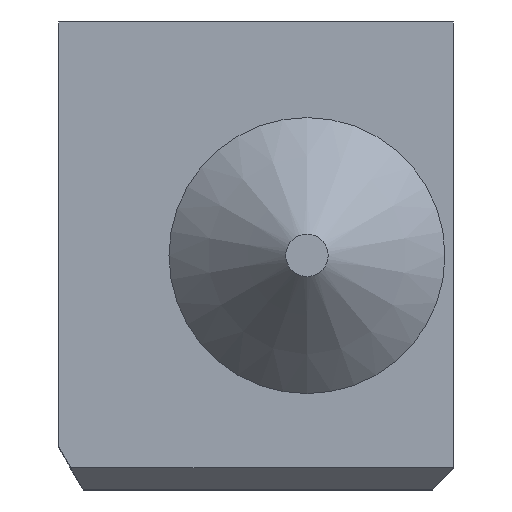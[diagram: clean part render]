
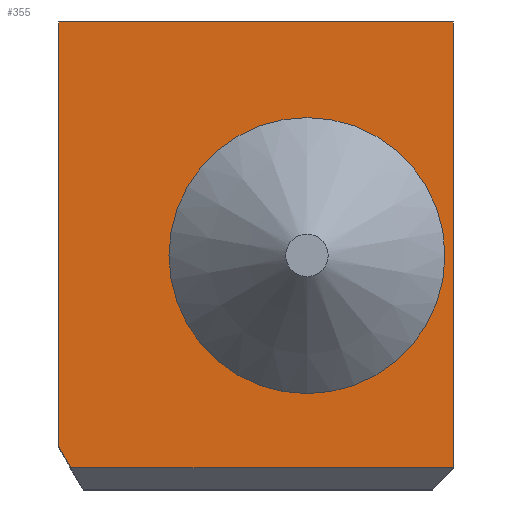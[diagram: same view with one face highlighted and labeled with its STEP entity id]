
A CAD part, top view. The second image highlights one B-rep face of the part: STEP entity #355.
In plain terms, the highlighted planar face has unit normal (0, 0, 1).
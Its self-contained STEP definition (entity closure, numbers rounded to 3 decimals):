
#23=FACE_BOUND('',#76,.T.);
#28=CIRCLE('',#391,3.25);
#29=CIRCLE('',#392,3.25);
#53=FACE_OUTER_BOUND('',#75,.T.);
#75=EDGE_LOOP('',(#312,#313,#314,#315,#316));
#76=EDGE_LOOP('',(#317,#318));
#83=LINE('',#522,#118);
#90=LINE('',#539,#125);
#97=LINE('',#553,#132);
#106=LINE('',#594,#141);
#112=LINE('',#605,#147);
#118=VECTOR('',#419,10.);
#125=VECTOR('',#436,10.);
#132=VECTOR('',#447,10.);
#141=VECTOR('',#492,10.);
#147=VECTOR('',#504,10.);
#153=VERTEX_POINT('',#520);
#154=VERTEX_POINT('',#521);
#159=VERTEX_POINT('',#538);
#164=VERTEX_POINT('',#552);
#169=VERTEX_POINT('',#567);
#170=VERTEX_POINT('',#568);
#178=VERTEX_POINT('',#593);
#186=EDGE_CURVE('',#153,#154,#83,.T.);
#195=EDGE_CURVE('',#154,#159,#90,.T.);
#202=EDGE_CURVE('',#159,#164,#97,.T.);
#209=EDGE_CURVE('',#169,#170,#28,.T.);
#210=EDGE_CURVE('',#170,#169,#29,.T.);
#222=EDGE_CURVE('',#178,#164,#106,.T.);
#228=EDGE_CURVE('',#178,#153,#112,.T.);
#312=ORIENTED_EDGE('',*,*,#186,.F.);
#313=ORIENTED_EDGE('',*,*,#228,.F.);
#314=ORIENTED_EDGE('',*,*,#222,.T.);
#315=ORIENTED_EDGE('',*,*,#202,.F.);
#316=ORIENTED_EDGE('',*,*,#195,.F.);
#317=ORIENTED_EDGE('',*,*,#209,.T.);
#318=ORIENTED_EDGE('',*,*,#210,.T.);
#337=PLANE('',#406);
#355=ADVANCED_FACE('',(#53,#23),#337,.T.);
#391=AXIS2_PLACEMENT_3D('',#569,#462,#463);
#392=AXIS2_PLACEMENT_3D('',#570,#464,#465);
#406=AXIS2_PLACEMENT_3D('',#604,#502,#503);
#419=DIRECTION('',(-1.,0.,0.));
#436=DIRECTION('',(-0.5,0.866,0.));
#447=DIRECTION('',(0.,1.,0.));
#462=DIRECTION('center_axis',(0.,0.,-1.));
#463=DIRECTION('ref_axis',(0.,1.,0.));
#464=DIRECTION('center_axis',(0.,0.,-1.));
#465=DIRECTION('ref_axis',(0.,1.,0.));
#492=DIRECTION('',(-1.,0.,0.));
#502=DIRECTION('center_axis',(0.,0.,1.));
#503=DIRECTION('ref_axis',(0.,-1.,0.));
#504=DIRECTION('',(0.,-1.,0.));
#520=CARTESIAN_POINT('',(3.45,-10.5,6.));
#521=CARTESIAN_POINT('',(-5.561,-10.5,6.));
#522=CARTESIAN_POINT('',(0.,-10.5,6.));
#538=CARTESIAN_POINT('',(-5.85,-10.,6.));
#539=CARTESIAN_POINT('',(-7.139,-7.767,6.));
#552=CARTESIAN_POINT('',(-5.85,0.,6.));
#553=CARTESIAN_POINT('',(-5.85,0.,6.));
#567=CARTESIAN_POINT('',(0.,-2.25,6.));
#568=CARTESIAN_POINT('',(0.,-8.75,6.));
#569=CARTESIAN_POINT('Origin',(0.,-5.5,6.));
#570=CARTESIAN_POINT('Origin',(0.,-5.5,6.));
#593=CARTESIAN_POINT('',(3.45,0.,6.));
#594=CARTESIAN_POINT('',(0.,0.,6.));
#604=CARTESIAN_POINT('Origin',(0.,0.,6.));
#605=CARTESIAN_POINT('',(3.45,0.,6.));
